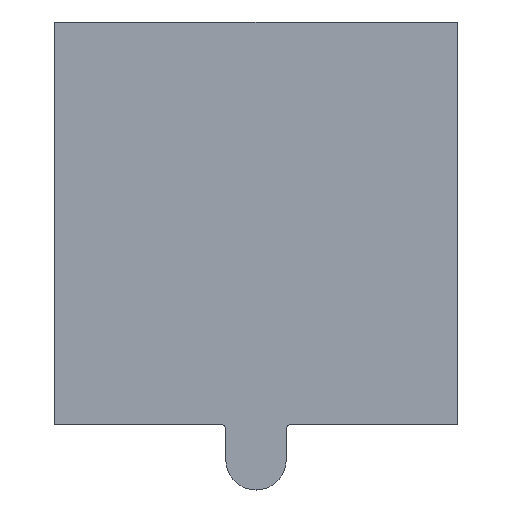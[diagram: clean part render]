
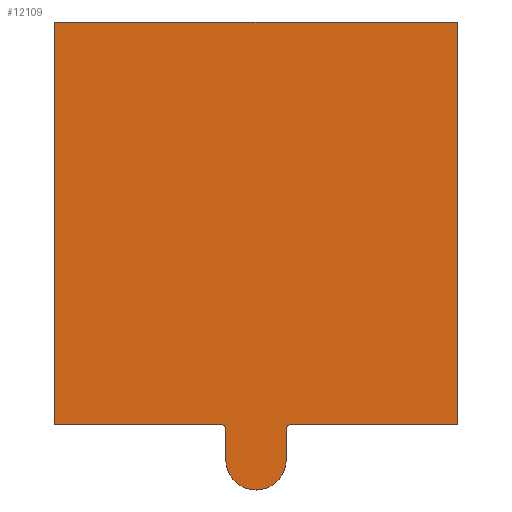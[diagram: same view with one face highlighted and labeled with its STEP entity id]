
A CAD part, top view. The second image highlights one B-rep face of the part: STEP entity #12109.
In plain terms, the highlighted planar face has unit normal (0, 0, 1).
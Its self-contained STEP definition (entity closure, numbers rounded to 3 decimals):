
#199 = VECTOR ( 'NONE', #9424, 1000. ) ;
#250 = DIRECTION ( 'NONE',  ( 0., 1., 0. ) ) ;
#310 = ORIENTED_EDGE ( 'NONE', *, *, #3888, .T. ) ;
#516 = CARTESIAN_POINT ( 'NONE',  ( -153.512, -20.489, 0.34 ) ) ;
#732 = EDGE_CURVE ( 'NONE', #8144, #16836, #10994, .T. ) ;
#803 = DIRECTION ( 'NONE',  ( -1., 0., 0. ) ) ;
#1869 = DIRECTION ( 'NONE',  ( 0., 0., -1. ) ) ;
#2006 = CARTESIAN_POINT ( 'NONE',  ( -147.012, -20.489, 0.34 ) ) ;
#2298 = VECTOR ( 'NONE', #18512, 1000. ) ;
#2616 = CARTESIAN_POINT ( 'NONE',  ( -147.012, -20.489, 0.34 ) ) ;
#2689 = CIRCLE ( 'NONE', #9089, 0.5 ) ;
#2992 = AXIS2_PLACEMENT_3D ( 'NONE', #3683, #13830, #11206 ) ;
#3085 = ORIENTED_EDGE ( 'NONE', *, *, #9908, .F. ) ;
#3379 = AXIS2_PLACEMENT_3D ( 'NONE', #9439, #1869, #5034 ) ;
#3544 = CARTESIAN_POINT ( 'NONE',  ( -153.012, -20.489, 0.34 ) ) ;
#3548 = VERTEX_POINT ( 'NONE', #15364 ) ;
#3579 = CARTESIAN_POINT ( 'NONE',  ( -153.512, -19.989, 0.34 ) ) ;
#3683 = CARTESIAN_POINT ( 'NONE',  ( -150.012, -23.489, 0.34 ) ) ;
#3762 = EDGE_CURVE ( 'NONE', #6710, #13338, #16934, .T. ) ;
#3888 = EDGE_CURVE ( 'NONE', #8101, #3548, #3931, .T. ) ;
#3931 = CIRCLE ( 'NONE', #2992, 3. ) ;
#4202 = ORIENTED_EDGE ( 'NONE', *, *, #5484, .F. ) ;
#4494 = ORIENTED_EDGE ( 'NONE', *, *, #5949, .F. ) ;
#4543 = LINE ( 'NONE', #5976, #15351 ) ;
#4692 = ORIENTED_EDGE ( 'NONE', *, *, #6416, .F. ) ;
#4776 = VECTOR ( 'NONE', #14608, 1000. ) ;
#4845 = CARTESIAN_POINT ( 'NONE',  ( -130.012, -19.989, 0.34 ) ) ;
#4959 = CARTESIAN_POINT ( 'NONE',  ( -170.012, 20.011, 0.34 ) ) ;
#5018 = LINE ( 'NONE', #9630, #199 ) ;
#5034 = DIRECTION ( 'NONE',  ( -1., 0., 0. ) ) ;
#5484 = EDGE_CURVE ( 'NONE', #16836, #13666, #16305, .T. ) ;
#5844 = EDGE_CURVE ( 'NONE', #8101, #6710, #5018, .T. ) ;
#5923 = ORIENTED_EDGE ( 'NONE', *, *, #11000, .F. ) ;
#5949 = EDGE_CURVE ( 'NONE', #13219, #3548, #7765, .T. ) ;
#5976 = CARTESIAN_POINT ( 'NONE',  ( -170.012, -19.989, 0.34 ) ) ;
#6321 = ORIENTED_EDGE ( 'NONE', *, *, #5844, .F. ) ;
#6416 = EDGE_CURVE ( 'NONE', #11806, #9757, #4543, .T. ) ;
#6558 = DIRECTION ( 'NONE',  ( -1., 0., 0. ) ) ;
#6710 = VERTEX_POINT ( 'NONE', #3544 ) ;
#7765 = LINE ( 'NONE', #2006, #13559 ) ;
#8101 = VERTEX_POINT ( 'NONE', #8829 ) ;
#8144 = VERTEX_POINT ( 'NONE', #9204 ) ;
#8829 = CARTESIAN_POINT ( 'NONE',  ( -153.012, -23.489, 0.34 ) ) ;
#9089 = AXIS2_PLACEMENT_3D ( 'NONE', #11889, #9157, #17652 ) ;
#9157 = DIRECTION ( 'NONE',  ( 0., 0., 1. ) ) ;
#9204 = CARTESIAN_POINT ( 'NONE',  ( -130.012, 20.011, 0.34 ) ) ;
#9424 = DIRECTION ( 'NONE',  ( 0., 1., 0. ) ) ;
#9439 = CARTESIAN_POINT ( 'NONE',  ( -146.512, -20.489, 0.34 ) ) ;
#9620 = LINE ( 'NONE', #3579, #11613 ) ;
#9630 = CARTESIAN_POINT ( 'NONE',  ( -153.012, -23.489, 0.34 ) ) ;
#9665 = ORIENTED_EDGE ( 'NONE', *, *, #732, .F. ) ;
#9757 = VERTEX_POINT ( 'NONE', #14806 ) ;
#9908 = EDGE_CURVE ( 'NONE', #9757, #8144, #13869, .T. ) ;
#10994 = LINE ( 'NONE', #13794, #2298 ) ;
#11000 = EDGE_CURVE ( 'NONE', #13666, #13219, #2689, .T. ) ;
#11206 = DIRECTION ( 'NONE',  ( 1., 0., 0. ) ) ;
#11613 = VECTOR ( 'NONE', #803, 1000. ) ;
#11806 = VERTEX_POINT ( 'NONE', #16417 ) ;
#11889 = CARTESIAN_POINT ( 'NONE',  ( -146.512, -20.489, 0.34 ) ) ;
#12109 = ADVANCED_FACE ( 'NONE', ( #12145 ), #13667, .F. ) ;
#12110 = ORIENTED_EDGE ( 'NONE', *, *, #3762, .F. ) ;
#12145 = FACE_OUTER_BOUND ( 'NONE', #12948, .T. ) ;
#12164 = DIRECTION ( 'NONE',  ( 1., 0., 0. ) ) ;
#12450 = EDGE_CURVE ( 'NONE', #13338, #11806, #9620, .T. ) ;
#12948 = EDGE_LOOP ( 'NONE', ( #5923, #4202, #9665, #3085, #4692, #15746, #12110, #6321, #310, #4494 ) ) ;
#13219 = VERTEX_POINT ( 'NONE', #2616 ) ;
#13338 = VERTEX_POINT ( 'NONE', #13994 ) ;
#13559 = VECTOR ( 'NONE', #16063, 1000. ) ;
#13666 = VERTEX_POINT ( 'NONE', #13711 ) ;
#13667 = PLANE ( 'NONE',  #3379 ) ;
#13711 = CARTESIAN_POINT ( 'NONE',  ( -146.512, -19.989, 0.34 ) ) ;
#13794 = CARTESIAN_POINT ( 'NONE',  ( -130.012, 20.011, 0.34 ) ) ;
#13830 = DIRECTION ( 'NONE',  ( 0., 0., 1. ) ) ;
#13869 = LINE ( 'NONE', #4959, #14743 ) ;
#13994 = CARTESIAN_POINT ( 'NONE',  ( -153.512, -19.989, 0.34 ) ) ;
#14608 = DIRECTION ( 'NONE',  ( -1., 0., 0. ) ) ;
#14743 = VECTOR ( 'NONE', #12164, 1000. ) ;
#14806 = CARTESIAN_POINT ( 'NONE',  ( -170.012, 20.011, 0.34 ) ) ;
#15351 = VECTOR ( 'NONE', #250, 1000. ) ;
#15364 = CARTESIAN_POINT ( 'NONE',  ( -147.012, -23.489, 0.34 ) ) ;
#15746 = ORIENTED_EDGE ( 'NONE', *, *, #12450, .F. ) ;
#16063 = DIRECTION ( 'NONE',  ( 0., -1., 0. ) ) ;
#16149 = CARTESIAN_POINT ( 'NONE',  ( -130.012, -19.989, 0.34 ) ) ;
#16278 = DIRECTION ( 'NONE',  ( 0., 0., 1. ) ) ;
#16305 = LINE ( 'NONE', #4845, #4776 ) ;
#16417 = CARTESIAN_POINT ( 'NONE',  ( -170.012, -19.989, 0.34 ) ) ;
#16836 = VERTEX_POINT ( 'NONE', #16149 ) ;
#16934 = CIRCLE ( 'NONE', #18721, 0.5 ) ;
#17652 = DIRECTION ( 'NONE',  ( -1., 0., 0. ) ) ;
#18512 = DIRECTION ( 'NONE',  ( 0., -1., 0. ) ) ;
#18721 = AXIS2_PLACEMENT_3D ( 'NONE', #516, #16278, #6558 ) ;
